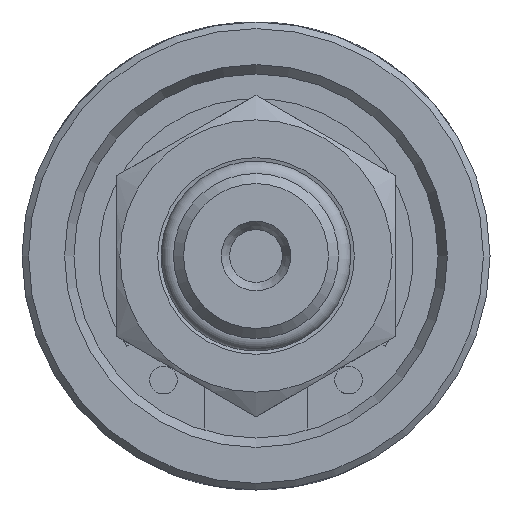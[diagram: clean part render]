
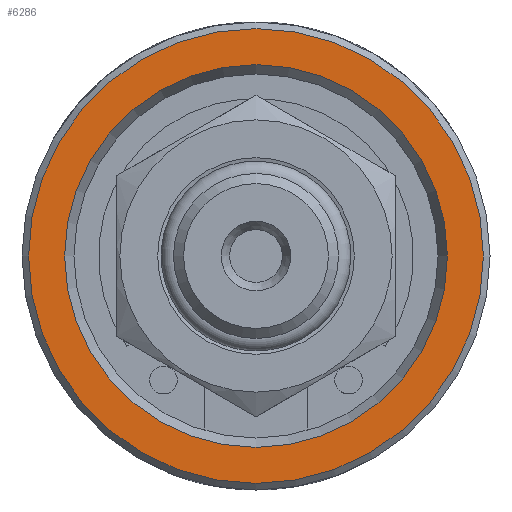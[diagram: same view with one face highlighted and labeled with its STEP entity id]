
A CAD part, left-side view. The second image highlights one B-rep face of the part: STEP entity #6286.
In plain terms, the highlighted planar face has unit normal (-1, 0, 0).
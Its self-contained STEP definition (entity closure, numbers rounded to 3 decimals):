
#292=FACE_BOUND('',#2319,.T.);
#1162=PLANE('',#6854);
#1920=FACE_OUTER_BOUND('',#2318,.T.);
#2318=EDGE_LOOP('',(#5919));
#2319=EDGE_LOOP('',(#5920,#5921));
#2523=CIRCLE('',#6848,11.6);
#2524=CIRCLE('',#6849,11.6);
#2526=CIRCLE('',#6853,13.785);
#3144=VERTEX_POINT('',#15869);
#3145=VERTEX_POINT('',#15871);
#3146=VERTEX_POINT('',#15878);
#4067=EDGE_CURVE('',#3145,#3144,#2523,.T.);
#4068=EDGE_CURVE('',#3144,#3145,#2524,.T.);
#4072=EDGE_CURVE('',#3146,#3146,#2526,.T.);
#5919=ORIENTED_EDGE('',*,*,#4072,.F.);
#5920=ORIENTED_EDGE('',*,*,#4067,.T.);
#5921=ORIENTED_EDGE('',*,*,#4068,.T.);
#6286=ADVANCED_FACE('',(#1920,#292),#1162,.T.);
#6848=AXIS2_PLACEMENT_3D('',#15872,#8281,#8282);
#6849=AXIS2_PLACEMENT_3D('',#15873,#8283,#8284);
#6853=AXIS2_PLACEMENT_3D('',#15880,#8293,#8294);
#6854=AXIS2_PLACEMENT_3D('',#15881,#8295,#8296);
#8281=DIRECTION('center_axis',(1.,0.,0.));
#8282=DIRECTION('ref_axis',(0.,0.,1.));
#8283=DIRECTION('center_axis',(1.,0.,0.));
#8284=DIRECTION('ref_axis',(0.,0.,1.));
#8293=DIRECTION('center_axis',(1.,0.,0.));
#8294=DIRECTION('ref_axis',(0.,-1.,0.));
#8295=DIRECTION('center_axis',(-1.,0.,0.));
#8296=DIRECTION('ref_axis',(0.,0.,1.));
#15869=CARTESIAN_POINT('',(22.187,0.,-11.6));
#15871=CARTESIAN_POINT('',(22.187,0.,11.6));
#15872=CARTESIAN_POINT('Origin',(22.187,0.,0.));
#15873=CARTESIAN_POINT('Origin',(22.187,0.,0.));
#15878=CARTESIAN_POINT('',(22.187,13.785,0.));
#15880=CARTESIAN_POINT('Origin',(22.187,0.,0.));
#15881=CARTESIAN_POINT('Origin',(22.187,0.,0.));
